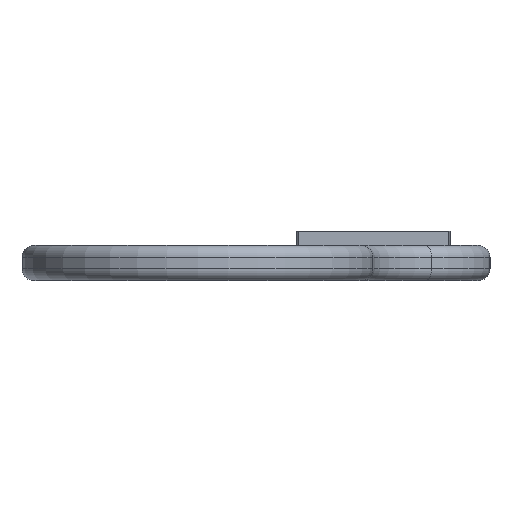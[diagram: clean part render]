
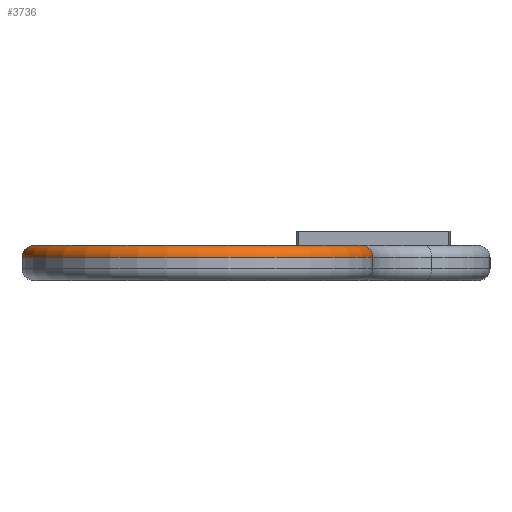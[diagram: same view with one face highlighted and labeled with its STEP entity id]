
A CAD part, left-side view. The second image highlights one B-rep face of the part: STEP entity #3736.
In plain terms, the highlighted toroidal (fillet/blend) face has major radius 7 mm and minor radius 0.5 mm.
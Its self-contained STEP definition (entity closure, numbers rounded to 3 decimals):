
#281=TOROIDAL_SURFACE('',#4142,7.,0.5);
#382=FACE_OUTER_BOUND('',#612,.T.);
#612=EDGE_LOOP('',(#2881,#2882,#2883,#2884));
#1464=CIRCLE('',#4033,7.5);
#1532=CIRCLE('',#4141,0.5);
#1533=CIRCLE('',#4143,0.5);
#1534=CIRCLE('',#4144,7.);
#1639=VERTEX_POINT('',#5572);
#1640=VERTEX_POINT('',#5576);
#1699=VERTEX_POINT('',#5774);
#1700=VERTEX_POINT('',#5778);
#2046=EDGE_CURVE('',#1639,#1640,#1464,.T.);
#2144=EDGE_CURVE('',#1699,#1640,#1532,.T.);
#2146=EDGE_CURVE('',#1700,#1639,#1533,.T.);
#2147=EDGE_CURVE('',#1699,#1700,#1534,.T.);
#2881=ORIENTED_EDGE('',*,*,#2146,.T.);
#2882=ORIENTED_EDGE('',*,*,#2046,.T.);
#2883=ORIENTED_EDGE('',*,*,#2144,.F.);
#2884=ORIENTED_EDGE('',*,*,#2147,.T.);
#3736=ADVANCED_FACE('',(#382),#281,.T.);
#4033=AXIS2_PLACEMENT_3D('',#5578,#4607,#4608);
#4141=AXIS2_PLACEMENT_3D('',#5775,#4853,#4854);
#4142=AXIS2_PLACEMENT_3D('',#5777,#4856,#4857);
#4143=AXIS2_PLACEMENT_3D('',#5779,#4858,#4859);
#4144=AXIS2_PLACEMENT_3D('',#5780,#4860,#4861);
#4607=DIRECTION('center_axis',(0.,0.,1.));
#4608=DIRECTION('ref_axis',(-1.,0.,0.));
#4853=DIRECTION('center_axis',(1.,0.,0.));
#4854=DIRECTION('ref_axis',(0.,0.,1.));
#4856=DIRECTION('center_axis',(0.,0.,1.));
#4857=DIRECTION('ref_axis',(-1.,0.,0.));
#4858=DIRECTION('center_axis',(-1.,0.,0.));
#4859=DIRECTION('ref_axis',(0.,0.,1.));
#4860=DIRECTION('center_axis',(0.,0.,-1.));
#4861=DIRECTION('ref_axis',(-1.,0.,0.));
#5572=CARTESIAN_POINT('',(0.,15.,1.));
#5576=CARTESIAN_POINT('',(0.,0.,1.));
#5578=CARTESIAN_POINT('Origin',(0.,7.5,1.));
#5774=CARTESIAN_POINT('',(0.,0.5,1.5));
#5775=CARTESIAN_POINT('Origin',(0.,0.5,1.));
#5777=CARTESIAN_POINT('Origin',(0.,7.5,1.));
#5778=CARTESIAN_POINT('',(0.,14.5,1.5));
#5779=CARTESIAN_POINT('Origin',(0.,14.5,1.));
#5780=CARTESIAN_POINT('Origin',(0.,7.5,1.5));
